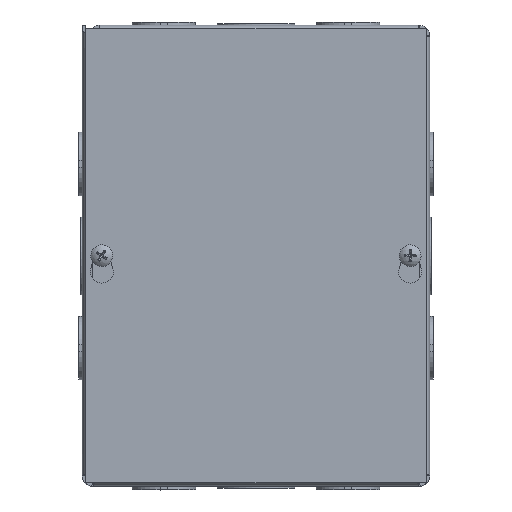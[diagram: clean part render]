
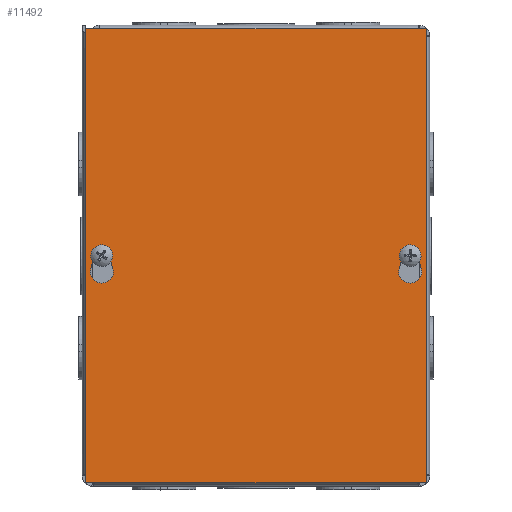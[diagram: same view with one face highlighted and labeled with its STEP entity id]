
A CAD part, top view. The second image highlights one B-rep face of the part: STEP entity #11492.
In plain terms, the highlighted planar face has unit normal (0, 0, 1).
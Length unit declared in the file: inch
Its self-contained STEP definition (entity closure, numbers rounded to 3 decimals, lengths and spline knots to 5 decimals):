
#337=FACE_BOUND('',#4231,.T.);
#338=FACE_BOUND('',#4232,.T.);
#693=PLANE('',#12485);
#1731=LINE('',#19884,#2802);
#1735=LINE('',#19894,#2806);
#1738=LINE('',#19902,#2809);
#1742=LINE('',#19914,#2813);
#1744=LINE('',#19922,#2815);
#1748=LINE('',#19930,#2819);
#1751=LINE('',#19936,#2822);
#1754=LINE('',#19941,#2825);
#2802=VECTOR('',#15264,0.3937);
#2806=VECTOR('',#15276,0.3937);
#2809=VECTOR('',#15281,0.3937);
#2813=VECTOR('',#15293,0.3937);
#2815=VECTOR('',#15303,0.3937);
#2819=VECTOR('',#15309,0.3937);
#2822=VECTOR('',#15314,0.3937);
#2825=VECTOR('',#15319,0.3937);
#3549=FACE_OUTER_BOUND('',#4230,.T.);
#4230=EDGE_LOOP('',(#10120,#10121,#10122,#10123));
#4231=EDGE_LOOP('',(#10124,#10125,#10126,#10127));
#4232=EDGE_LOOP('',(#10128,#10129,#10130,#10131));
#4586=CIRCLE('',#12467,0.203);
#4588=CIRCLE('',#12471,0.125);
#4590=CIRCLE('',#12476,0.125);
#4592=CIRCLE('',#12480,0.203);
#5572=VERTEX_POINT('',#19875);
#5573=VERTEX_POINT('',#19877);
#5575=VERTEX_POINT('',#19883);
#5577=VERTEX_POINT('',#19889);
#5580=VERTEX_POINT('',#19899);
#5581=VERTEX_POINT('',#19901);
#5583=VERTEX_POINT('',#19907);
#5585=VERTEX_POINT('',#19913);
#5586=VERTEX_POINT('',#19920);
#5587=VERTEX_POINT('',#19921);
#5590=VERTEX_POINT('',#19929);
#5592=VERTEX_POINT('',#19935);
#7086=EDGE_CURVE('',#5573,#5572,#4586,.T.);
#7089=EDGE_CURVE('',#5575,#5573,#1731,.T.);
#7092=EDGE_CURVE('',#5577,#5575,#4588,.T.);
#7095=EDGE_CURVE('',#5572,#5577,#1735,.T.);
#7098=EDGE_CURVE('',#5581,#5580,#1738,.T.);
#7101=EDGE_CURVE('',#5583,#5581,#4590,.T.);
#7104=EDGE_CURVE('',#5585,#5583,#1742,.T.);
#7107=EDGE_CURVE('',#5580,#5585,#4592,.T.);
#7108=EDGE_CURVE('',#5586,#5587,#1744,.T.);
#7112=EDGE_CURVE('',#5587,#5590,#1748,.T.);
#7115=EDGE_CURVE('',#5590,#5592,#1751,.T.);
#7118=EDGE_CURVE('',#5592,#5586,#1754,.T.);
#10120=ORIENTED_EDGE('',*,*,#7108,.F.);
#10121=ORIENTED_EDGE('',*,*,#7118,.F.);
#10122=ORIENTED_EDGE('',*,*,#7115,.F.);
#10123=ORIENTED_EDGE('',*,*,#7112,.F.);
#10124=ORIENTED_EDGE('',*,*,#7086,.T.);
#10125=ORIENTED_EDGE('',*,*,#7095,.T.);
#10126=ORIENTED_EDGE('',*,*,#7092,.T.);
#10127=ORIENTED_EDGE('',*,*,#7089,.T.);
#10128=ORIENTED_EDGE('',*,*,#7098,.T.);
#10129=ORIENTED_EDGE('',*,*,#7107,.T.);
#10130=ORIENTED_EDGE('',*,*,#7104,.T.);
#10131=ORIENTED_EDGE('',*,*,#7101,.T.);
#11492=ADVANCED_FACE('',(#3549,#337,#338),#693,.T.);
#12467=AXIS2_PLACEMENT_3D('',#19878,#15258,#15259);
#12471=AXIS2_PLACEMENT_3D('',#19890,#15270,#15271);
#12476=AXIS2_PLACEMENT_3D('',#19908,#15287,#15288);
#12480=AXIS2_PLACEMENT_3D('',#19918,#15299,#15300);
#12485=AXIS2_PLACEMENT_3D('',#19943,#15321,#15322);
#15258=DIRECTION('center_axis',(0.,0.,-1.));
#15259=DIRECTION('ref_axis',(-0.961,0.278,0.));
#15264=DIRECTION('',(0.278,-0.961,0.));
#15270=DIRECTION('center_axis',(0.,0.,-1.));
#15271=DIRECTION('ref_axis',(0.961,0.278,0.));
#15276=DIRECTION('',(0.278,0.961,0.));
#15281=DIRECTION('',(0.278,-0.961,0.));
#15287=DIRECTION('center_axis',(0.,0.,-1.));
#15288=DIRECTION('ref_axis',(0.961,0.278,0.));
#15293=DIRECTION('',(0.278,0.961,0.));
#15299=DIRECTION('center_axis',(0.,0.,-1.));
#15300=DIRECTION('ref_axis',(-0.961,0.278,0.));
#15303=DIRECTION('',(0.,-1.,0.));
#15309=DIRECTION('',(-1.,0.,0.));
#15314=DIRECTION('',(0.,1.,0.));
#15319=DIRECTION('',(1.,0.,0.));
#15321=DIRECTION('center_axis',(0.,0.,1.));
#15322=DIRECTION('ref_axis',(1.,0.,0.));
#19875=CARTESIAN_POINT('',(2.52373,-0.22465,0.062));
#19877=CARTESIAN_POINT('',(2.91377,-0.22465,0.062));
#19878=CARTESIAN_POINT('Origin',(2.71875,-0.281,0.062));
#19883=CARTESIAN_POINT('',(2.83884,0.0347,0.062));
#19884=CARTESIAN_POINT('',(2.77156,0.26753,0.062));
#19889=CARTESIAN_POINT('',(2.59866,0.0347,0.062));
#19890=CARTESIAN_POINT('Origin',(2.71875,0.,0.062));
#19894=CARTESIAN_POINT('',(2.49392,-0.32781,0.062));
#19899=CARTESIAN_POINT('',(-2.52373,-0.22465,0.062));
#19901=CARTESIAN_POINT('',(-2.59866,0.0347,0.062));
#19902=CARTESIAN_POINT('',(-2.45645,-0.45748,0.062));
#19907=CARTESIAN_POINT('',(-2.83884,0.0347,0.062));
#19908=CARTESIAN_POINT('Origin',(-2.71875,0.,0.062));
#19913=CARTESIAN_POINT('',(-2.91377,-0.22465,0.062));
#19914=CARTESIAN_POINT('',(-2.7341,0.3972,0.062));
#19918=CARTESIAN_POINT('Origin',(-2.71875,-0.281,0.062));
#19920=CARTESIAN_POINT('',(3.,4.,0.062));
#19921=CARTESIAN_POINT('',(3.,-4.,0.062));
#19922=CARTESIAN_POINT('',(3.,4.,0.062));
#19929=CARTESIAN_POINT('',(-3.,-4.,0.062));
#19930=CARTESIAN_POINT('',(3.,-4.,0.062));
#19935=CARTESIAN_POINT('',(-3.,4.,0.062));
#19936=CARTESIAN_POINT('',(-3.,-4.,0.062));
#19941=CARTESIAN_POINT('',(-3.,4.,0.062));
#19943=CARTESIAN_POINT('Origin',(0.,0.,
0.062));
